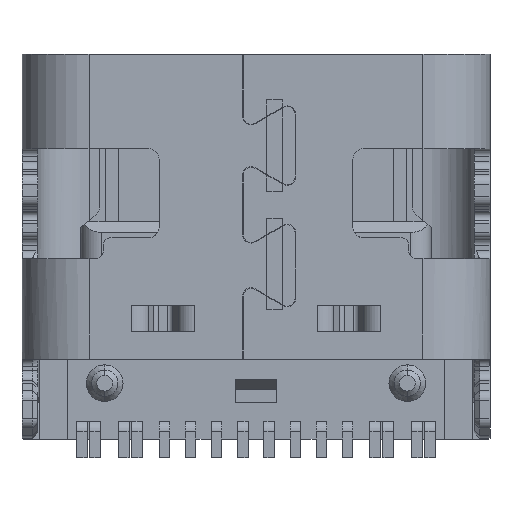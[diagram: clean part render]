
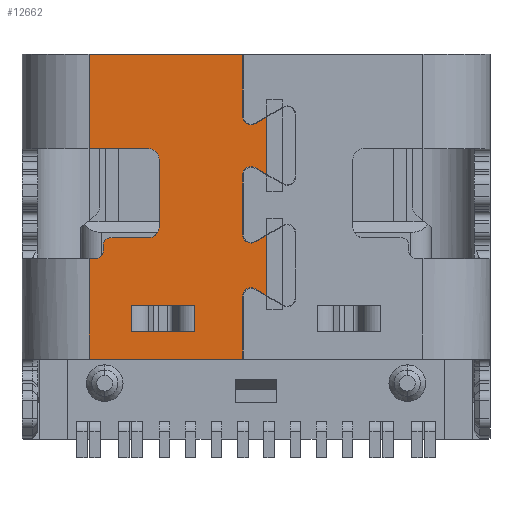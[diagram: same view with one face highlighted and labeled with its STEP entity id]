
A CAD part, front view. The second image highlights one B-rep face of the part: STEP entity #12662.
In plain terms, the highlighted planar face has unit normal (0, -1, 0).
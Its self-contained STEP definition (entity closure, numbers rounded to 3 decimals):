
#160=EDGE_CURVE('NONE',#161,#163,#165,.T.);
#161=VERTEX_POINT('NONE',#162);
#162=CARTESIAN_POINT('',(4.215,1.0,-1.183));
#163=VERTEX_POINT('NONE',#164);
#164=CARTESIAN_POINT('',(4.375,1.0,-1.343));
#165=CIRCLE('',#166,0.16);
#166=AXIS2_PLACEMENT_3D('',#167,#168,#169);
#167=CARTESIAN_POINT('',(4.375,1.0,-1.183));
#168=DIRECTION('',(0.0,-1.0,0.0));
#169=DIRECTION('',(0.0,0.0,1.0));
#226=EDGE_CURVE('NONE',#227,#229,#231,.T.);
#227=VERTEX_POINT('NONE',#228);
#228=CARTESIAN_POINT('',(4.215,1.0,-3.443));
#229=VERTEX_POINT('NONE',#230);
#230=CARTESIAN_POINT('',(4.375,1.0,-3.603));
#231=CIRCLE('',#232,0.16);
#232=AXIS2_PLACEMENT_3D('',#233,#234,#235);
#233=CARTESIAN_POINT('',(4.375,1.0,-3.443));
#234=DIRECTION('',(0.0,-1.0,0.0));
#235=DIRECTION('',(0.0,0.0,1.0));
#3234=VERTEX_POINT('NONE',#3235);
#3235=CARTESIAN_POINT('',(2.62,1.0,-3.3));
#5618=VERTEX_POINT('NONE',#5619);
#5619=CARTESIAN_POINT('',(4.215,1.0,-5.82));
#5625=EDGE_CURVE('NONE',#5618,#5626,#5628,.T.);
#5626=VERTEX_POINT('NONE',#5627);
#5627=CARTESIAN_POINT('',(1.28,1.0,-5.82));
#5628=LINE('',#5629,#5630);
#5629=CARTESIAN_POINT('',(4.215,1.0,-5.82));
#5630=VECTOR('',#5631,1.0);
#5631=DIRECTION('',(-1.0,0.0,0.0));
#7359=VERTEX_POINT('NONE',#7360);
#7360=CARTESIAN_POINT('',(1.55,1.0,-3.75));
#7366=EDGE_CURVE('NONE',#7359,#7367,#7369,.T.);
#7367=VERTEX_POINT('NONE',#7368);
#7368=CARTESIAN_POINT('',(1.55,1.0,-3.65));
#7369=LINE('',#7370,#7371);
#7370=CARTESIAN_POINT('',(1.55,1.0,-3.65));
#7371=VECTOR('',#7372,1.0);
#7372=DIRECTION('',(0.0,0.0,1.0));
#7479=VERTEX_POINT('NONE',#7480);
#7480=CARTESIAN_POINT('',(2.42,1.0,-3.5));
#7486=EDGE_CURVE('NONE',#7479,#3234,#7487,.F.);
#7487=CIRCLE('',#7488,0.2);
#7488=AXIS2_PLACEMENT_3D('',#7489,#7490,#7491);
#7489=CARTESIAN_POINT('',(2.42,1.0,-3.3));
#7490=DIRECTION('',(0.0,1.0,0.0));
#7491=DIRECTION('',(0.0,0.0,1.0));
#7549=EDGE_CURVE('NONE',#3234,#7550,#7552,.T.);
#7550=VERTEX_POINT('NONE',#7551);
#7551=CARTESIAN_POINT('',(2.62,1.0,-2.));
#7552=LINE('',#7553,#7554);
#7553=CARTESIAN_POINT('',(2.62,1.0,-6.575));
#7554=VECTOR('',#7555,1.0);
#7555=DIRECTION('',(0.0,0.0,1.0));
#8461=VERTEX_POINT('NONE',#8462);
#8462=CARTESIAN_POINT('',(4.675,1.0,-3.455));
#8468=EDGE_CURVE('NONE',#8461,#8469,#8471,.T.);
#8469=VERTEX_POINT('NONE',#8470);
#8470=CARTESIAN_POINT('',(4.675,1.0,-4.607));
#8471=LINE('',#8472,#8473);
#8472=CARTESIAN_POINT('',(4.675,1.0,-3.127));
#8473=VECTOR('',#8474,1.0);
#8474=DIRECTION('',(0.0,0.0,-1.0));
#8576=EDGE_CURVE('NONE',#8577,#8579,#8581,.T.);
#8577=VERTEX_POINT('NONE',#8578);
#8578=CARTESIAN_POINT('',(3.304,1.0,-4.8));
#8579=VERTEX_POINT('NONE',#8580);
#8580=CARTESIAN_POINT('',(2.089,1.0,-4.8));
#8581=LINE('',#8582,#8583);
#8582=CARTESIAN_POINT('',(5.63,1.0,-4.8));
#8583=VECTOR('',#8584,1.0);
#8584=DIRECTION('',(-1.0,0.0,0.0));
#8684=VERTEX_POINT('NONE',#8685);
#8685=CARTESIAN_POINT('',(1.7,1.0,-3.5));
#8691=EDGE_CURVE('NONE',#8684,#7479,#8692,.T.);
#8692=LINE('',#8693,#8694);
#8693=CARTESIAN_POINT('',(2.42,1.0,-3.5));
#8694=VECTOR('',#8695,1.0);
#8695=DIRECTION('',(1.0,0.0,0.0));
#8763=VERTEX_POINT('NONE',#8764);
#8764=CARTESIAN_POINT('',(3.304,1.0,-5.3));
#8771=EDGE_CURVE('NONE',#8763,#8577,#8772,.T.);
#8772=LINE('',#8773,#8774);
#8773=CARTESIAN_POINT('',(3.304,1.0,-5.3));
#8774=VECTOR('',#8775,1.0);
#8775=DIRECTION('',(0.0,0.0,1.0));
#8974=EDGE_CURVE('NONE',#8975,#7359,#8977,.T.);
#8975=VERTEX_POINT('NONE',#8976);
#8976=CARTESIAN_POINT('',(1.4,1.0,-3.9));
#8977=CIRCLE('',#8978,0.15);
#8978=AXIS2_PLACEMENT_3D('',#8979,#8980,#8981);
#8979=CARTESIAN_POINT('',(1.4,1.0,-3.75));
#8980=DIRECTION('',(0.0,-1.0,0.0));
#8981=DIRECTION('',(0.0,0.0,1.0));
#9765=VERTEX_POINT('NONE',#9766);
#9766=CARTESIAN_POINT('',(1.28,1.0,0.0));
#9775=VERTEX_POINT('NONE',#9776);
#9776=CARTESIAN_POINT('',(1.28,1.0,-1.8));
#9783=EDGE_CURVE('NONE',#9775,#9765,#9784,.F.);
#9784=LINE('',#9785,#9786);
#9785=CARTESIAN_POINT('',(1.28,1.0,0.0));
#9786=VECTOR('',#9787,1.0);
#9787=DIRECTION('',(0.0,0.0,-1.0));
#9837=EDGE_CURVE('NONE',#229,#9838,#9840,.T.);
#9838=VERTEX_POINT('NONE',#9839);
#9839=CARTESIAN_POINT('',(4.455,1.0,-3.582));
#9840=CIRCLE('',#9841,0.16);
#9841=AXIS2_PLACEMENT_3D('',#9842,#9843,#9844);
#9842=CARTESIAN_POINT('',(4.375,1.0,-3.443));
#9843=DIRECTION('',(0.0,-1.0,0.0));
#9844=DIRECTION('',(0.0,0.0,1.0));
#10026=EDGE_CURVE('NONE',#7367,#8684,#10027,.T.);
#10027=CIRCLE('',#10028,0.15);
#10028=AXIS2_PLACEMENT_3D('',#10029,#10030,#10031);
#10029=CARTESIAN_POINT('',(1.7,1.0,-3.65));
#10030=DIRECTION('',(0.0,1.0,0.0));
#10031=DIRECTION('',(0.0,0.0,1.0));
#10246=VERTEX_POINT('NONE',#10247);
#10247=CARTESIAN_POINT('',(4.455,1.0,-1.322));
#10253=EDGE_CURVE('NONE',#10246,#10254,#10256,.T.);
#10254=VERTEX_POINT('NONE',#10255);
#10255=CARTESIAN_POINT('',(4.675,1.0,-1.195));
#10256=LINE('',#10257,#10258);
#10257=CARTESIAN_POINT('',(4.99,1.0,-1.013));
#10258=VECTOR('',#10259,1.0);
#10259=DIRECTION('',(0.866,0.0,0.5));
#10470=VERTEX_POINT('NONE',#10471);
#10471=CARTESIAN_POINT('',(4.215,1.0,0.0));
#10477=EDGE_CURVE('NONE',#10470,#161,#10478,.T.);
#10478=LINE('',#10479,#10480);
#10479=CARTESIAN_POINT('',(4.215,1.0,-1.183));
#10480=VECTOR('',#10481,1.0);
#10481=DIRECTION('',(0.0,0.0,-1.0));
#10533=EDGE_CURVE('NONE',#8469,#10534,#10536,.T.);
#10534=VERTEX_POINT('NONE',#10535);
#10535=CARTESIAN_POINT('',(4.455,1.0,-4.48));
#10536=LINE('',#10537,#10538);
#10537=CARTESIAN_POINT('',(4.99,1.0,-4.789));
#10538=VECTOR('',#10539,1.0);
#10539=DIRECTION('',(-0.866,0.0,0.5));
#11167=EDGE_CURVE('NONE',#10534,#11168,#11170,.T.);
#11168=VERTEX_POINT('NONE',#11169);
#11169=CARTESIAN_POINT('',(4.215,1.0,-4.618));
#11170=CIRCLE('',#11171,0.16);
#11171=AXIS2_PLACEMENT_3D('',#11172,#11173,#11174);
#11172=CARTESIAN_POINT('',(4.375,1.0,-4.618));
#11173=DIRECTION('',(0.0,-1.0,0.0));
#11174=DIRECTION('',(0.0,0.0,1.0));
#11529=EDGE_CURVE('NONE',#9765,#10470,#11530,.T.);
#11530=LINE('',#11531,#11532);
#11531=CARTESIAN_POINT('',(-0.089,1.0,0.0));
#11532=VECTOR('',#11533,1.0);
#11533=DIRECTION('',(1.0,0.0,0.0));
#11852=VERTEX_POINT('NONE',#11853);
#11853=CARTESIAN_POINT('',(2.42,1.0,-1.8));
#11861=EDGE_CURVE('NONE',#7550,#11852,#11862,.F.);
#11862=CIRCLE('',#11863,0.2);
#11863=AXIS2_PLACEMENT_3D('',#11864,#11865,#11866);
#11864=CARTESIAN_POINT('',(2.42,1.0,-2.0));
#11865=DIRECTION('',(0.0,1.0,0.0));
#11866=DIRECTION('',(0.0,0.0,1.0));
#12662=ADVANCED_FACE('NONE',(#12663,#12753),#12771,.F.);
#12663=FACE_BOUND('NONE',#12664,.T.);
#12664=EDGE_LOOP('',(#12665,#12666,#12674,#12680,#12681,#12687,#12688,#12689,#12690,#12696,#12697,#12698,#12706,#12715,#12723,#12729,#12730,#12737,#12738,#12739,#12740,#12741,#12747,#12748,#12749,#12750,#12751,#12752));
#12665=ORIENTED_EDGE('',*,*,#8974,.F.);
#12666=ORIENTED_EDGE('',*,*,#12667,.T.);
#12667=EDGE_CURVE('NONE',#8975,#12668,#12670,.F.);
#12668=VERTEX_POINT('NONE',#12669);
#12669=CARTESIAN_POINT('',(1.28,1.0,-3.9));
#12670=LINE('',#12671,#12672);
#12671=CARTESIAN_POINT('',(7.54,1.0,-3.9));
#12672=VECTOR('',#12673,1.0);
#12673=DIRECTION('',(1.0,0.0,0.0));
#12674=ORIENTED_EDGE('',*,*,#12675,.T.);
#12675=EDGE_CURVE('NONE',#12668,#5626,#12676,.F.);
#12676=LINE('',#12677,#12678);
#12677=CARTESIAN_POINT('',(1.28,1.0,0.0));
#12678=VECTOR('',#12679,1.0);
#12679=DIRECTION('',(0.0,0.0,1.0));
#12680=ORIENTED_EDGE('',*,*,#5625,.F.);
#12681=ORIENTED_EDGE('',*,*,#12682,.T.);
#12682=EDGE_CURVE('NONE',#5618,#11168,#12683,.F.);
#12683=LINE('',#12684,#12685);
#12684=CARTESIAN_POINT('',(4.215,1.0,-1.183));
#12685=VECTOR('',#12686,1.0);
#12686=DIRECTION('',(0.0,0.0,-1.0));
#12687=ORIENTED_EDGE('',*,*,#11167,.F.);
#12688=ORIENTED_EDGE('',*,*,#10533,.F.);
#12689=ORIENTED_EDGE('',*,*,#8468,.F.);
#12690=ORIENTED_EDGE('',*,*,#12691,.T.);
#12691=EDGE_CURVE('NONE',#8461,#9838,#12692,.F.);
#12692=LINE('',#12693,#12694);
#12693=CARTESIAN_POINT('',(4.99,1.0,-3.273));
#12694=VECTOR('',#12695,1.0);
#12695=DIRECTION('',(0.866,0.0,0.5));
#12696=ORIENTED_EDGE('',*,*,#9837,.F.);
#12697=ORIENTED_EDGE('',*,*,#226,.F.);
#12698=ORIENTED_EDGE('',*,*,#12699,.T.);
#12699=EDGE_CURVE('NONE',#227,#12700,#12702,.F.);
#12700=VERTEX_POINT('NONE',#12701);
#12701=CARTESIAN_POINT('',(4.215,1.0,-2.301));
#12702=LINE('',#12703,#12704);
#12703=CARTESIAN_POINT('',(4.215,1.0,-1.183));
#12704=VECTOR('',#12705,1.0);
#12705=DIRECTION('',(0.0,0.0,-1.0));
#12706=ORIENTED_EDGE('',*,*,#12707,.T.);
#12707=EDGE_CURVE('NONE',#12700,#12708,#12710,.F.);
#12708=VERTEX_POINT('NONE',#12709);
#12709=CARTESIAN_POINT('',(4.455,1.0,-2.162));
#12710=CIRCLE('',#12711,0.16);
#12711=AXIS2_PLACEMENT_3D('',#12712,#12713,#12714);
#12712=CARTESIAN_POINT('',(4.375,1.0,-2.301));
#12713=DIRECTION('',(0.0,-1.0,0.0));
#12714=DIRECTION('',(0.0,0.0,1.0));
#12715=ORIENTED_EDGE('',*,*,#12716,.T.);
#12716=EDGE_CURVE('NONE',#12708,#12717,#12719,.F.);
#12717=VERTEX_POINT('NONE',#12718);
#12718=CARTESIAN_POINT('',(4.675,1.0,-2.289));
#12719=LINE('',#12720,#12721);
#12720=CARTESIAN_POINT('',(4.99,1.0,-2.471));
#12721=VECTOR('',#12722,1.0);
#12722=DIRECTION('',(-0.866,0.0,0.5));
#12723=ORIENTED_EDGE('',*,*,#12724,.T.);
#12724=EDGE_CURVE('NONE',#12717,#10254,#12725,.F.);
#12725=LINE('',#12726,#12727);
#12726=CARTESIAN_POINT('',(4.675,1.0,-3.127));
#12727=VECTOR('',#12728,1.0);
#12728=DIRECTION('',(0.0,0.0,-1.0));
#12729=ORIENTED_EDGE('',*,*,#10253,.F.);
#12730=ORIENTED_EDGE('',*,*,#12731,.T.);
#12731=EDGE_CURVE('NONE',#10246,#163,#12732,.F.);
#12732=CIRCLE('',#12733,0.16);
#12733=AXIS2_PLACEMENT_3D('',#12734,#12735,#12736);
#12734=CARTESIAN_POINT('',(4.375,1.0,-1.183));
#12735=DIRECTION('',(0.0,-1.0,0.0));
#12736=DIRECTION('',(0.0,0.0,1.0));
#12737=ORIENTED_EDGE('',*,*,#160,.F.);
#12738=ORIENTED_EDGE('',*,*,#10477,.F.);
#12739=ORIENTED_EDGE('',*,*,#11529,.F.);
#12740=ORIENTED_EDGE('',*,*,#9783,.F.);
#12741=ORIENTED_EDGE('',*,*,#12742,.T.);
#12742=EDGE_CURVE('NONE',#9775,#11852,#12743,.F.);
#12743=LINE('',#12744,#12745);
#12744=CARTESIAN_POINT('',(8.94,1.0,-1.8));
#12745=VECTOR('',#12746,1.0);
#12746=DIRECTION('',(-1.0,0.0,0.0));
#12747=ORIENTED_EDGE('',*,*,#11861,.F.);
#12748=ORIENTED_EDGE('',*,*,#7549,.F.);
#12749=ORIENTED_EDGE('',*,*,#7486,.F.);
#12750=ORIENTED_EDGE('',*,*,#8691,.F.);
#12751=ORIENTED_EDGE('',*,*,#10026,.F.);
#12752=ORIENTED_EDGE('',*,*,#7366,.F.);
#12753=FACE_BOUND('NONE',#12754,.T.);
#12754=EDGE_LOOP('',(#12755,#12763,#12764,#12765));
#12755=ORIENTED_EDGE('',*,*,#12756,.T.);
#12756=EDGE_CURVE('NONE',#12757,#8579,#12759,.F.);
#12757=VERTEX_POINT('NONE',#12758);
#12758=CARTESIAN_POINT('',(2.089,1.0,-5.3));
#12759=LINE('',#12760,#12761);
#12760=CARTESIAN_POINT('',(2.089,1.0,-5.3));
#12761=VECTOR('',#12762,1.0);
#12762=DIRECTION('',(0.0,0.0,-1.0));
#12763=ORIENTED_EDGE('',*,*,#8576,.F.);
#12764=ORIENTED_EDGE('',*,*,#8771,.F.);
#12765=ORIENTED_EDGE('',*,*,#12766,.T.);
#12766=EDGE_CURVE('NONE',#8763,#12757,#12767,.F.);
#12767=LINE('',#12768,#12769);
#12768=CARTESIAN_POINT('',(5.63,1.0,-5.3));
#12769=VECTOR('',#12770,1.0);
#12770=DIRECTION('',(1.0,0.0,0.0));
#12771=PLANE('',#12772);
#12772=AXIS2_PLACEMENT_3D('',#12773,#12774,#12775);
#12773=CARTESIAN_POINT('',(5.215,1.0,-2.5));
#12774=DIRECTION('',(0.0,1.0,0.0));
#12775=DIRECTION('',(1.0,0.0,0.0));
